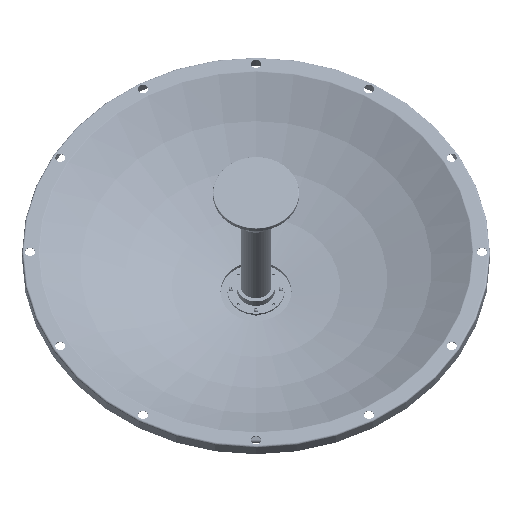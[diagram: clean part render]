
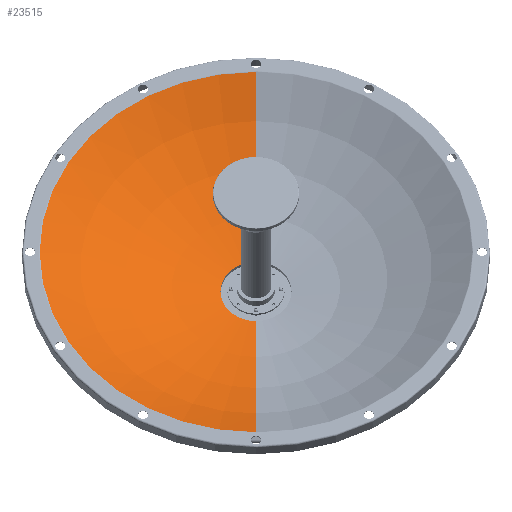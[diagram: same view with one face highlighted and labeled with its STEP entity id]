
A CAD part, top view. The second image highlights one B-rep face of the part: STEP entity #23515.
In plain terms, the highlighted toroidal (fillet/blend) face has major radius 0 mm and minor radius 503.716 mm.
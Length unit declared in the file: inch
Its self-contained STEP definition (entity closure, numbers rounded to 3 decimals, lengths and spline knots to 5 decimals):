
#12854 = AXIS2_PLACEMENT_3D ( 'NONE', #107766, #107768, #107771 ) ;
#12855 = AXIS2_PLACEMENT_3D ( 'NONE', #107776, #107779, #107782 ) ;
#12856 = AXIS2_PLACEMENT_3D ( 'NONE', #107787, #107789, #107791 ) ;
#12857 = AXIS2_PLACEMENT_3D ( 'NONE', #107797, #107799, #107801 ) ;
#23515 = ADVANCED_FACE ( 'NONE', ( #53200 ), #53207, .T. ) ;
#33605 = CARTESIAN_POINT ( 'NONE',  ( 0., 0.06793, -11.85306 ) ) ;
#33620 = CARTESIAN_POINT ( 'NONE',  ( 0., 0.06793, 11.85306 ) ) ;
#33626 = CARTESIAN_POINT ( 'NONE',  ( 0., 3.90468, -1.942 ) ) ;
#33631 = CARTESIAN_POINT ( 'NONE',  ( 0., 3.90468, 1.942 ) ) ;
#38415 = VERTEX_POINT ( 'NONE', #33605 ) ;
#38445 = VERTEX_POINT ( 'NONE', #33626 ) ;
#38449 = VERTEX_POINT ( 'NONE', #33620 ) ;
#38459 = VERTEX_POINT ( 'NONE', #33631 ) ;
#48412 = CARTESIAN_POINT ( 'NONE',  ( 0., -15.83132, 0. ) ) ;
#48449 = DIRECTION ( 'NONE',  ( 0., -1., 0. ) ) ;
#48454 = DIRECTION ( 'NONE',  ( 0., 0., -1. ) ) ;
#53200 = FACE_OUTER_BOUND ( 'NONE', #91587, .T. ) ;
#53207 = TOROIDAL_SURFACE ( 'NONE', #67259, 0., 19.83132 ) ;
#64987 = ORIENTED_EDGE ( 'NONE', *, *, #108826, .F. ) ;
#65055 = ORIENTED_EDGE ( 'NONE', *, *, #108824, .T. ) ;
#65063 = ORIENTED_EDGE ( 'NONE', *, *, #108822, .T. ) ;
#65068 = ORIENTED_EDGE ( 'NONE', *, *, #108828, .F. ) ;
#67259 = AXIS2_PLACEMENT_3D ( 'NONE', #48412, #48449, #48454 ) ;
#91587 = EDGE_LOOP ( 'NONE', ( #65063, #65055, #64987, #65068 ) ) ;
#104681 = CIRCLE ( 'NONE', #12854, 1.942 ) ;
#104683 = CIRCLE ( 'NONE', #12855, 19.83132 ) ;
#104685 = CIRCLE ( 'NONE', #12856, 11.85306 ) ;
#104686 = CIRCLE ( 'NONE', #12857, 19.83132 ) ;
#107766 = CARTESIAN_POINT ( 'NONE',  ( 0., 3.90468, 0. ) ) ;
#107768 = DIRECTION ( 'NONE',  ( 0., -1., 0. ) ) ;
#107771 = DIRECTION ( 'NONE',  ( 0., 0., -1. ) ) ;
#107776 = CARTESIAN_POINT ( 'NONE',  ( 0., -15.83132, 0. ) ) ;
#107779 = DIRECTION ( 'NONE',  ( 1., 0., 0. ) ) ;
#107782 = DIRECTION ( 'NONE',  ( 0., 0., -1. ) ) ;
#107787 = CARTESIAN_POINT ( 'NONE',  ( 0., 0.06793, 0. ) ) ;
#107789 = DIRECTION ( 'NONE',  ( 0., -1., 0. ) ) ;
#107791 = DIRECTION ( 'NONE',  ( 0., 0., -1. ) ) ;
#107797 = CARTESIAN_POINT ( 'NONE',  ( 0., -15.83132, 0. ) ) ;
#107799 = DIRECTION ( 'NONE',  ( -1., 0., 0. ) ) ;
#107801 = DIRECTION ( 'NONE',  ( 0., 0., 1. ) ) ;
#108822 = EDGE_CURVE ( 'NONE', #38445, #38459, #104681, .T. ) ;
#108824 = EDGE_CURVE ( 'NONE', #38459, #38449, #104683, .T. ) ;
#108826 = EDGE_CURVE ( 'NONE', #38415, #38449, #104685, .T. ) ;
#108828 = EDGE_CURVE ( 'NONE', #38445, #38415, #104686, .T. ) ;
